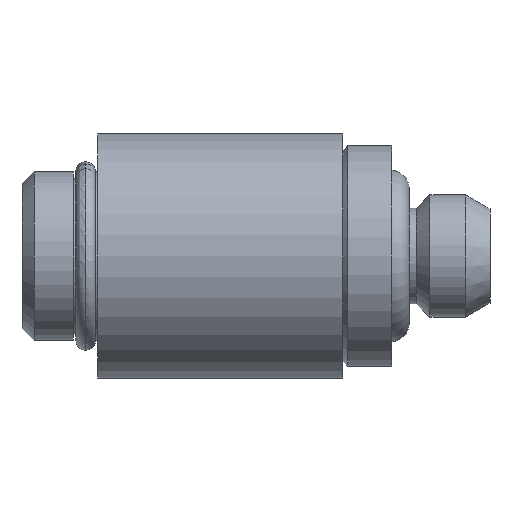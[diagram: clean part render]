
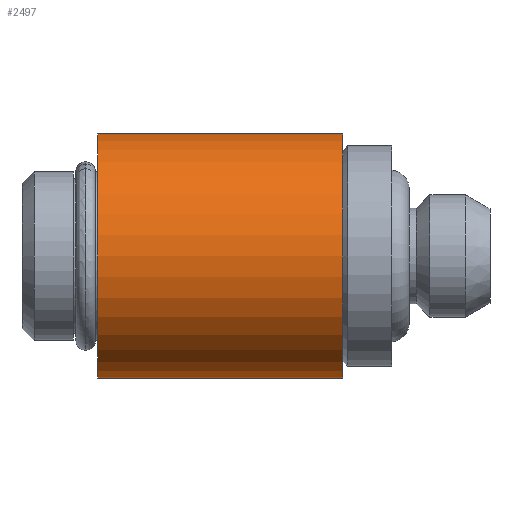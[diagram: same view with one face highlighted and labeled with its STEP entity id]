
A CAD part, left-side view. The second image highlights one B-rep face of the part: STEP entity #2497.
In plain terms, the highlighted cylindrical face has radius 5 mm (diameter 10 mm), a partial arc.
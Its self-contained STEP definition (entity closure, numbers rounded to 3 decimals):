
#12 = EDGE_CURVE ( 'NONE', #818, #821, #2531, .T. ) ;
#504 = CARTESIAN_POINT ( 'NONE',  ( 0., 16., -5. ) ) ;
#534 = CARTESIAN_POINT ( 'NONE',  ( 0., 16., 5. ) ) ;
#818 = VERTEX_POINT ( 'NONE', #2132 ) ;
#821 = VERTEX_POINT ( 'NONE', #2108 ) ;
#826 = EDGE_CURVE ( 'NONE', #818, #853, #2103, .T. ) ;
#849 = EDGE_CURVE ( 'NONE', #821, #852, #2083, .T. ) ;
#852 = VERTEX_POINT ( 'NONE', #504 ) ;
#853 = VERTEX_POINT ( 'NONE', #534 ) ;
#1263 = AXIS2_PLACEMENT_3D ( 'NONE', #1274, #1273, #1272 ) ;
#1264 = CIRCLE ( 'NONE', #1263, 5. ) ;
#1272 = DIRECTION ( 'NONE',  ( 0., 0., 1. ) ) ;
#1273 = DIRECTION ( 'NONE',  ( 0., 1., 0. ) ) ;
#1274 = CARTESIAN_POINT ( 'NONE',  ( 0., 16., 0. ) ) ;
#1306 = CARTESIAN_POINT ( 'NONE',  ( 0., 24.586, 0. ) ) ;
#1311 = DIRECTION ( 'NONE',  ( 0., 0., 1. ) ) ;
#1316 = CYLINDRICAL_SURFACE ( 'NONE', #1325, 5. ) ;
#1319 = DIRECTION ( 'NONE',  ( 0., 1., 0. ) ) ;
#1325 = AXIS2_PLACEMENT_3D ( 'NONE', #1306, #1319, #1311 ) ;
#1326 = FACE_OUTER_BOUND ( 'NONE', #2486, .T. ) ;
#2079 = DIRECTION ( 'NONE',  ( 0., 1., 0. ) ) ;
#2083 = LINE ( 'NONE', #2094, #2093 ) ;
#2093 = VECTOR ( 'NONE', #2079, 1000. ) ;
#2094 = CARTESIAN_POINT ( 'NONE',  ( 0., 24.586, -5. ) ) ;
#2101 = DIRECTION ( 'NONE',  ( 0., 1., 0. ) ) ;
#2102 = CARTESIAN_POINT ( 'NONE',  ( 0., 24.586, 5. ) ) ;
#2103 = LINE ( 'NONE', #2102, #2105 ) ;
#2105 = VECTOR ( 'NONE', #2101, 1000. ) ;
#2108 = CARTESIAN_POINT ( 'NONE',  ( 0., 6., -5. ) ) ;
#2132 = CARTESIAN_POINT ( 'NONE',  ( 0., 6., 5. ) ) ;
#2475 = ORIENTED_EDGE ( 'NONE', *, *, #2484, .F. ) ;
#2476 = ORIENTED_EDGE ( 'NONE', *, *, #849, .F. ) ;
#2484 = EDGE_CURVE ( 'NONE', #852, #853, #1264, .T. ) ;
#2485 = ORIENTED_EDGE ( 'NONE', *, *, #12, .F. ) ;
#2486 = EDGE_LOOP ( 'NONE', ( #2476, #2485, #2487, #2475 ) ) ;
#2487 = ORIENTED_EDGE ( 'NONE', *, *, #826, .T. ) ;
#2497 = ADVANCED_FACE ( 'NONE', ( #1326 ), #1316, .T. ) ;
#2526 = DIRECTION ( 'NONE',  ( 0., -1., 0. ) ) ;
#2529 = CARTESIAN_POINT ( 'NONE',  ( 0., 6., 0. ) ) ;
#2530 = AXIS2_PLACEMENT_3D ( 'NONE', #2529, #2526, #2532 ) ;
#2531 = CIRCLE ( 'NONE', #2530, 5. ) ;
#2532 = DIRECTION ( 'NONE',  ( 0., 0., -1. ) ) ;
